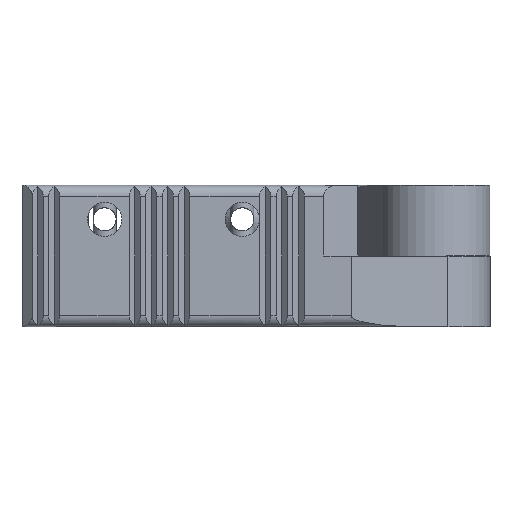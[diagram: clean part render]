
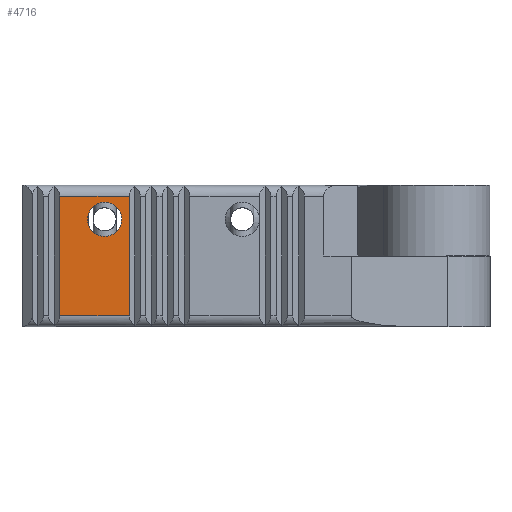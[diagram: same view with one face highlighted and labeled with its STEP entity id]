
A CAD part, front view. The second image highlights one B-rep face of the part: STEP entity #4716.
In plain terms, the highlighted planar face has unit normal (0, -1, 0).
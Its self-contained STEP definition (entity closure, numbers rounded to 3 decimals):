
#40=PLANE('',#5108);
#199=FACE_BOUND('',#770,.T.);
#520=FACE_OUTER_BOUND('',#769,.T.);
#769=EDGE_LOOP('',(#3464,#3465,#3466,#3467));
#770=EDGE_LOOP('',(#3468,#3469));
#1072=LINE('',#7692,#1461);
#1073=LINE('',#7696,#1462);
#1074=LINE('',#7698,#1463);
#1075=LINE('',#7699,#1464);
#1461=VECTOR('',#5919,1000.);
#1462=VECTOR('',#5924,1000.);
#1463=VECTOR('',#5925,1000.);
#1464=VECTOR('',#5926,1000.);
#1785=CIRCLE('',#4989,3.1);
#1786=CIRCLE('',#4990,3.1);
#1935=VERTEX_POINT('',#7158);
#1936=VERTEX_POINT('',#7160);
#2062=VERTEX_POINT('',#7689);
#2063=VERTEX_POINT('',#7691);
#2064=VERTEX_POINT('',#7695);
#2065=VERTEX_POINT('',#7697);
#2440=EDGE_CURVE('',#1936,#1935,#1785,.T.);
#2441=EDGE_CURVE('',#1935,#1936,#1786,.T.);
#2607=EDGE_CURVE('',#2063,#2062,#1072,.T.);
#2609=EDGE_CURVE('',#2062,#2064,#1073,.T.);
#2610=EDGE_CURVE('',#2065,#2064,#1074,.T.);
#2611=EDGE_CURVE('',#2065,#2063,#1075,.T.);
#3464=ORIENTED_EDGE('',*,*,#2607,.T.);
#3465=ORIENTED_EDGE('',*,*,#2609,.T.);
#3466=ORIENTED_EDGE('',*,*,#2610,.F.);
#3467=ORIENTED_EDGE('',*,*,#2611,.T.);
#3468=ORIENTED_EDGE('',*,*,#2440,.T.);
#3469=ORIENTED_EDGE('',*,*,#2441,.T.);
#4716=ADVANCED_FACE('',(#520,#199),#40,.F.);
#4989=AXIS2_PLACEMENT_3D('',#7161,#5605,#5606);
#4990=AXIS2_PLACEMENT_3D('',#7162,#5607,#5608);
#5108=AXIS2_PLACEMENT_3D('',#7694,#5922,#5923);
#5605=DIRECTION('center_axis',(0.,1.,0.));
#5606=DIRECTION('ref_axis',(0.,0.,
1.));
#5607=DIRECTION('center_axis',(0.,1.,0.));
#5608=DIRECTION('ref_axis',(0.,0.,
1.));
#5919=DIRECTION('',(0.,0.,-1.));
#5922=DIRECTION('center_axis',(0.,1.,0.));
#5923=DIRECTION('ref_axis',(0.,0.,
1.));
#5924=DIRECTION('',(1.,0.,0.));
#5925=DIRECTION('',(0.,0.,-1.));
#5926=DIRECTION('',(-1.,0.,0.));
#7158=CARTESIAN_POINT('',(-34.014,3.846,22.6));
#7160=CARTESIAN_POINT('',(-34.014,3.846,16.4));
#7161=CARTESIAN_POINT('Origin',(-34.014,3.846,19.5));
#7162=CARTESIAN_POINT('Origin',(-34.014,3.846,19.5));
#7689=CARTESIAN_POINT('',(-42.164,3.846,2.));
#7691=CARTESIAN_POINT('',(-42.164,3.846,23.7));
#7692=CARTESIAN_POINT('',(-42.164,3.846,25.7));
#7694=CARTESIAN_POINT('Origin',(-42.164,3.846,25.7));
#7695=CARTESIAN_POINT('',(-29.537,3.846,2.));
#7696=CARTESIAN_POINT('',(-42.164,3.846,2.));
#7697=CARTESIAN_POINT('',(-29.537,3.846,23.7));
#7698=CARTESIAN_POINT('',(-29.537,3.846,25.7));
#7699=CARTESIAN_POINT('',(-42.164,3.846,23.7));
